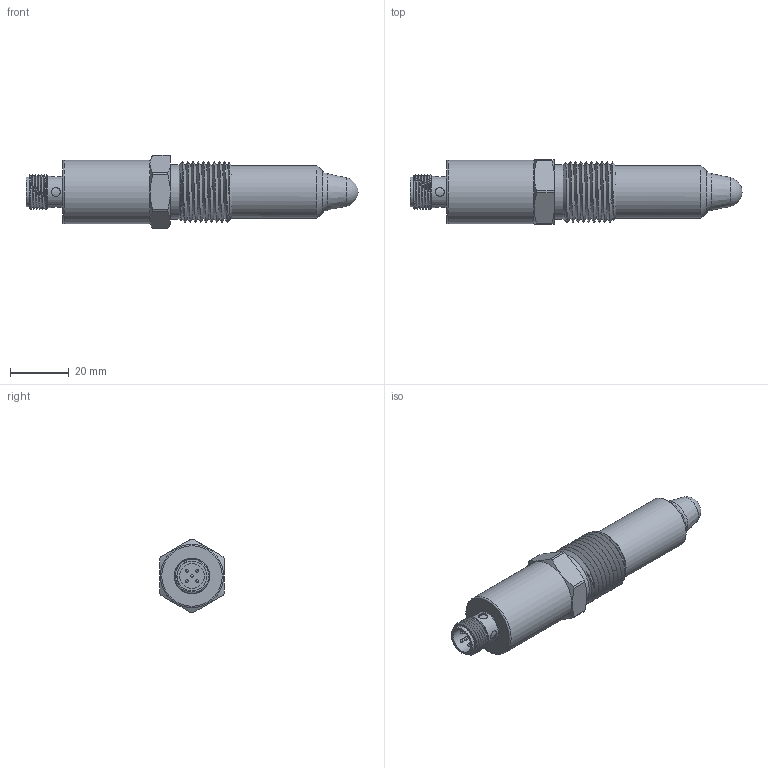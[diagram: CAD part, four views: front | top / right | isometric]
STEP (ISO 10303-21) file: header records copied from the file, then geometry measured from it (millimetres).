
FILE_DESCRIPTION(/* description */ (''),/* implementation_level */ '2;1');
FILE_NAME(/* name */ 'LS280-l50-G12M LS280加长型50L 2021.12.10_x_t.stp',/* time_stamp */ '2021-12-10T09:37:37+08:00',/* author */ (''),/* organization */ (''),/* preprocessor_version */ 'ST-DEVELOPER v16',/* originating_system */ 'SIEMENS PLM Software NX 10.0',/* authorisation */ '');
FILE_SCHEMA (('CONFIG_CONTROL_DESIGN'));
Length unit declared in the file: millimetre
Products named in the file (1): LS280-l50-G12M    LS280加长型50L   2021.12.
10_x_t
Bounding box: 113.2 x 22 x 25 mm (x, y, z)
Volume: 29415 mm3; surface area: 9429.3 mm2
Topology: 1 solids, 1 shells, 86 faces, 225 edges, 146 vertices
Faces by surface type: cylinder 32, bspline 18, plane 15, cone 12, sphere 6, torus 3
Full cylindrical faces by diameter (mm): 1 x10, 3 x4, 8.4 x1, 9.7 x1, 9.8 x1, 10.1 x1, 10.6 x1, 18 x1, 18.5 x1, 21.6 x1
Entity records: 5024 total; most frequent: CARTESIAN_POINT 3300, ORIENTED_EDGE 314, DIRECTION 280, EDGE_CURVE 157, EDGE_LOOP 146, AXIS2_PLACEMENT_3D 133, VERTEX_POINT 117, FACE_BOUND 100
